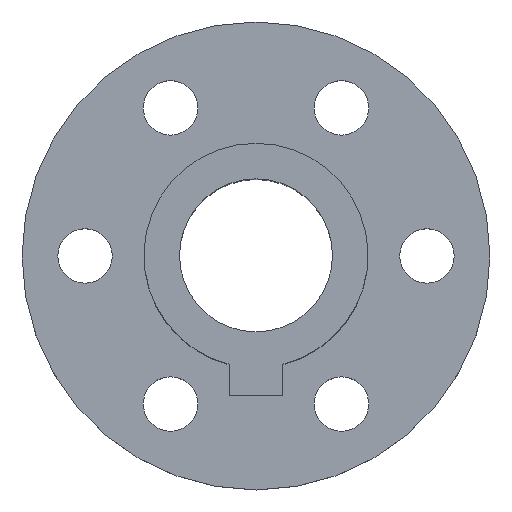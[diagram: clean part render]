
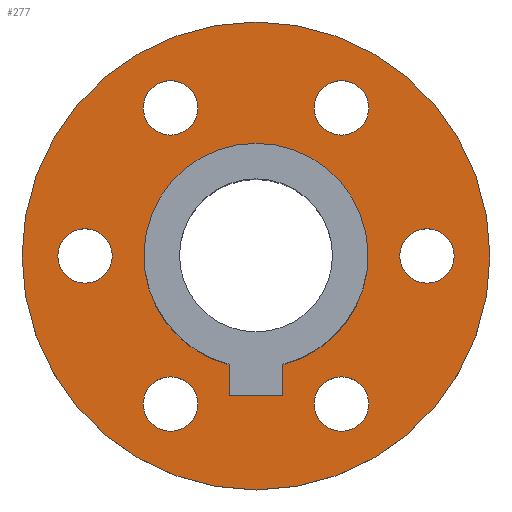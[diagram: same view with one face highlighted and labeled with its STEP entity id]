
A CAD part, top view. The second image highlights one B-rep face of the part: STEP entity #277.
In plain terms, the highlighted planar face has unit normal (0, 0, 1).
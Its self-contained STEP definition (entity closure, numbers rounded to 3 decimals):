
#25=FACE_BOUND('',#57,.T.);
#26=FACE_BOUND('',#58,.T.);
#27=FACE_BOUND('',#59,.T.);
#28=FACE_BOUND('',#60,.T.);
#29=FACE_BOUND('',#61,.T.);
#30=FACE_BOUND('',#62,.T.);
#31=FACE_BOUND('',#63,.T.);
#40=FACE_OUTER_BOUND('',#56,.T.);
#56=EDGE_LOOP('',(#203));
#57=EDGE_LOOP('',(#204));
#58=EDGE_LOOP('',(#205));
#59=EDGE_LOOP('',(#206));
#60=EDGE_LOOP('',(#207));
#61=EDGE_LOOP('',(#208));
#62=EDGE_LOOP('',(#209));
#63=EDGE_LOOP('',(#210,#211,#212,#213));
#86=CIRCLE('',#309,26.);
#87=CIRCLE('',#310,3.025);
#88=CIRCLE('',#311,3.025);
#89=CIRCLE('',#312,3.025);
#90=CIRCLE('',#313,3.025);
#91=CIRCLE('',#314,3.025);
#92=CIRCLE('',#315,3.025);
#93=CIRCLE('',#316,12.45);
#105=LINE('',#453,#123);
#106=LINE('',#455,#124);
#107=LINE('',#458,#125);
#123=VECTOR('',#365,10.);
#124=VECTOR('',#366,10.);
#125=VECTOR('',#369,10.);
#143=VERTEX_POINT('',#437);
#144=VERTEX_POINT('',#439);
#145=VERTEX_POINT('',#441);
#146=VERTEX_POINT('',#443);
#147=VERTEX_POINT('',#445);
#148=VERTEX_POINT('',#447);
#149=VERTEX_POINT('',#449);
#150=VERTEX_POINT('',#451);
#151=VERTEX_POINT('',#452);
#152=VERTEX_POINT('',#454);
#153=VERTEX_POINT('',#456);
#167=EDGE_CURVE('',#143,#143,#86,.T.);
#168=EDGE_CURVE('',#144,#144,#87,.T.);
#169=EDGE_CURVE('',#145,#145,#88,.T.);
#170=EDGE_CURVE('',#146,#146,#89,.T.);
#171=EDGE_CURVE('',#147,#147,#90,.T.);
#172=EDGE_CURVE('',#148,#148,#91,.T.);
#173=EDGE_CURVE('',#149,#149,#92,.T.);
#174=EDGE_CURVE('',#150,#151,#105,.T.);
#175=EDGE_CURVE('',#151,#152,#106,.T.);
#176=EDGE_CURVE('',#153,#152,#93,.T.);
#177=EDGE_CURVE('',#150,#153,#107,.T.);
#203=ORIENTED_EDGE('',*,*,#167,.T.);
#204=ORIENTED_EDGE('',*,*,#168,.T.);
#205=ORIENTED_EDGE('',*,*,#169,.T.);
#206=ORIENTED_EDGE('',*,*,#170,.T.);
#207=ORIENTED_EDGE('',*,*,#171,.T.);
#208=ORIENTED_EDGE('',*,*,#172,.T.);
#209=ORIENTED_EDGE('',*,*,#173,.T.);
#210=ORIENTED_EDGE('',*,*,#174,.T.);
#211=ORIENTED_EDGE('',*,*,#175,.T.);
#212=ORIENTED_EDGE('',*,*,#176,.F.);
#213=ORIENTED_EDGE('',*,*,#177,.F.);
#271=PLANE('',#308);
#277=ADVANCED_FACE('',(#40,#25,#26,#27,#28,#29,#30,#31),#271,.T.);
#308=AXIS2_PLACEMENT_3D('',#436,#349,#350);
#309=AXIS2_PLACEMENT_3D('',#438,#351,#352);
#310=AXIS2_PLACEMENT_3D('',#440,#353,#354);
#311=AXIS2_PLACEMENT_3D('',#442,#355,#356);
#312=AXIS2_PLACEMENT_3D('',#444,#357,#358);
#313=AXIS2_PLACEMENT_3D('',#446,#359,#360);
#314=AXIS2_PLACEMENT_3D('',#448,#361,#362);
#315=AXIS2_PLACEMENT_3D('',#450,#363,#364);
#316=AXIS2_PLACEMENT_3D('',#457,#367,#368);
#349=DIRECTION('center_axis',(0.,0.,1.));
#350=DIRECTION('ref_axis',(1.,0.,0.));
#351=DIRECTION('center_axis',(0.,0.,1.));
#352=DIRECTION('ref_axis',(1.,0.,0.));
#353=DIRECTION('center_axis',(0.,0.,-1.));
#354=DIRECTION('ref_axis',(1.,0.,0.));
#355=DIRECTION('center_axis',(0.,0.,-1.));
#356=DIRECTION('ref_axis',(1.,0.,0.));
#357=DIRECTION('center_axis',(0.,0.,-1.));
#358=DIRECTION('ref_axis',(1.,0.,0.));
#359=DIRECTION('center_axis',(0.,0.,-1.));
#360=DIRECTION('ref_axis',(1.,0.,0.));
#361=DIRECTION('center_axis',(0.,0.,-1.));
#362=DIRECTION('ref_axis',(1.,0.,0.));
#363=DIRECTION('center_axis',(0.,0.,-1.));
#364=DIRECTION('ref_axis',(1.,0.,0.));
#365=DIRECTION('',(-1.,0.,0.));
#366=DIRECTION('',(0.,1.,0.));
#367=DIRECTION('center_axis',(0.,0.,1.));
#368=DIRECTION('ref_axis',(1.,0.,0.));
#369=DIRECTION('',(0.,1.,0.));
#436=CARTESIAN_POINT('Origin',(0.,0.,0.));
#437=CARTESIAN_POINT('',(-26.,0.,0.));
#438=CARTESIAN_POINT('Origin',(0.,0.,0.));
#439=CARTESIAN_POINT('',(-12.525,16.454,0.));
#440=CARTESIAN_POINT('Origin',(-9.5,16.454,0.));
#441=CARTESIAN_POINT('',(-12.525,-16.454,0.));
#442=CARTESIAN_POINT('Origin',(-9.5,-16.454,0.));
#443=CARTESIAN_POINT('',(6.475,-16.454,0.));
#444=CARTESIAN_POINT('Origin',(9.5,-16.454,0.));
#445=CARTESIAN_POINT('',(-22.025,0.,0.));
#446=CARTESIAN_POINT('Origin',(-19.,0.,0.));
#447=CARTESIAN_POINT('',(15.975,0.,0.));
#448=CARTESIAN_POINT('Origin',(19.,0.,0.));
#449=CARTESIAN_POINT('',(6.475,16.454,0.));
#450=CARTESIAN_POINT('Origin',(9.5,16.454,0.));
#451=CARTESIAN_POINT('',(3.,-15.55,0.));
#452=CARTESIAN_POINT('',(-3.,-15.55,0.));
#453=CARTESIAN_POINT('',(3.,-15.55,0.));
#454=CARTESIAN_POINT('',(-3.,-12.083,0.));
#455=CARTESIAN_POINT('',(-3.,-15.55,0.));
#456=CARTESIAN_POINT('',(3.,-12.083,0.));
#457=CARTESIAN_POINT('Origin',(0.,0.,0.));
#458=CARTESIAN_POINT('',(3.,-15.55,0.));
